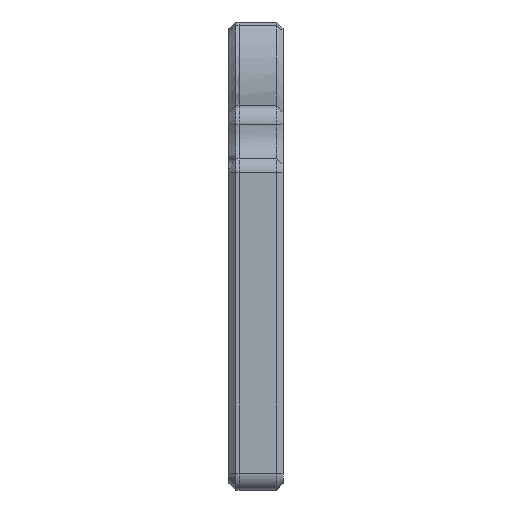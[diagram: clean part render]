
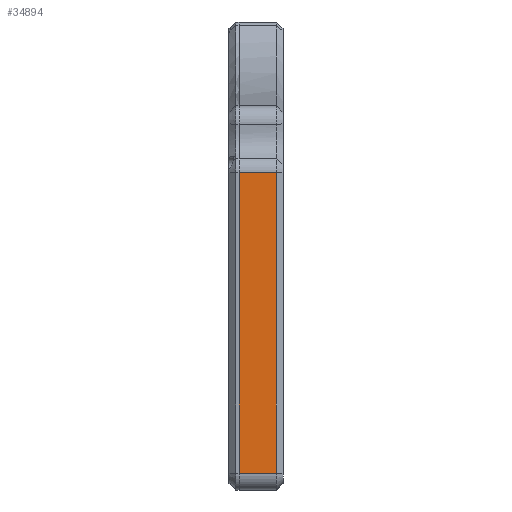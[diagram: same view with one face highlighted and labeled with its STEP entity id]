
A CAD part, left-side view. The second image highlights one B-rep face of the part: STEP entity #34894.
In plain terms, the highlighted planar face has unit normal (-1, 0, 0).
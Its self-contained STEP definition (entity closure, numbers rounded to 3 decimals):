
#323 = ORIENTED_EDGE ( 'NONE', *, *, #42043, .F. ) ;
#2011 = CARTESIAN_POINT ( 'NONE',  ( -4.883, -11., -37.741 ) ) ;
#3158 = CARTESIAN_POINT ( 'NONE',  ( -4.883, -13., -126.56 ) ) ;
#5486 = LINE ( 'NONE', #28787, #32879 ) ;
#8332 = DIRECTION ( 'NONE',  ( 0., 0., -1. ) ) ;
#9656 = VERTEX_POINT ( 'NONE', #25348 ) ;
#11356 = ORIENTED_EDGE ( 'NONE', *, *, #36482, .T. ) ;
#12242 = VERTEX_POINT ( 'NONE', #26987 ) ;
#12806 = ORIENTED_EDGE ( 'NONE', *, *, #17779, .T. ) ;
#14118 = VECTOR ( 'NONE', #15305, 1000. ) ;
#14998 = LINE ( 'NONE', #41786, #23090 ) ;
#15305 = DIRECTION ( 'NONE',  ( 0., 0., 1. ) ) ;
#17779 = EDGE_CURVE ( 'NONE', #42995, #12242, #5486, .T. ) ;
#17937 = EDGE_CURVE ( 'NONE', #29433, #9656, #18567, .T. ) ;
#18567 = LINE ( 'NONE', #2011, #14118 ) ;
#22036 = FACE_OUTER_BOUND ( 'NONE', #38707, .T. ) ;
#23090 = VECTOR ( 'NONE', #31337, 1000. ) ;
#25348 = CARTESIAN_POINT ( 'NONE',  ( -4.883, -11., -37.741 ) ) ;
#26683 = DIRECTION ( 'NONE',  ( 0., 1., 0. ) ) ;
#26987 = CARTESIAN_POINT ( 'NONE',  ( -4.883, 0., -126.56 ) ) ;
#28363 = CARTESIAN_POINT ( 'NONE',  ( -4.883, -13., -37.741 ) ) ;
#28777 = PLANE ( 'NONE',  #32664 ) ;
#28787 = CARTESIAN_POINT ( 'NONE',  ( -4.883, 0., -37.741 ) ) ;
#29433 = VERTEX_POINT ( 'NONE', #36437 ) ;
#31066 = VECTOR ( 'NONE', #26683, 1000. ) ;
#31337 = DIRECTION ( 'NONE',  ( 0., 1., 0. ) ) ;
#32664 = AXIS2_PLACEMENT_3D ( 'NONE', #28363, #35335, #8332 ) ;
#32879 = VECTOR ( 'NONE', #35134, 1000. ) ;
#33010 = LINE ( 'NONE', #3158, #31066 ) ;
#33850 = ORIENTED_EDGE ( 'NONE', *, *, #17937, .T. ) ;
#34894 = ADVANCED_FACE ( 'NONE', ( #22036 ), #28777, .F. ) ;
#35134 = DIRECTION ( 'NONE',  ( 0., 0., -1. ) ) ;
#35335 = DIRECTION ( 'NONE',  ( 1., 0., 0. ) ) ;
#36437 = CARTESIAN_POINT ( 'NONE',  ( -4.883, -11., -126.56 ) ) ;
#36482 = EDGE_CURVE ( 'NONE', #9656, #42995, #14998, .T. ) ;
#38707 = EDGE_LOOP ( 'NONE', ( #323, #33850, #11356, #12806 ) ) ;
#40954 = CARTESIAN_POINT ( 'NONE',  ( -4.883, 0., -37.741 ) ) ;
#41786 = CARTESIAN_POINT ( 'NONE',  ( -4.883, -13., -37.741 ) ) ;
#42043 = EDGE_CURVE ( 'NONE', #29433, #12242, #33010, .T. ) ;
#42995 = VERTEX_POINT ( 'NONE', #40954 ) ;
